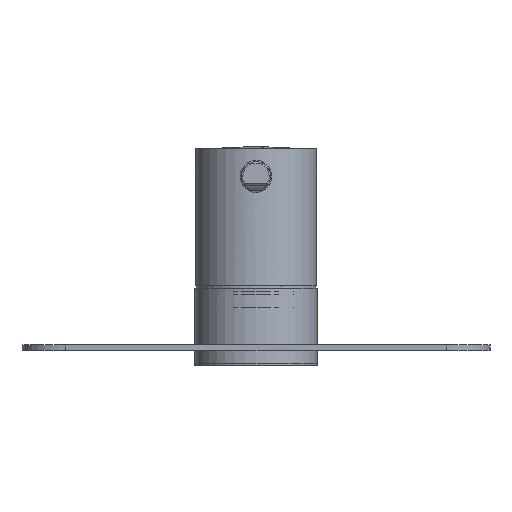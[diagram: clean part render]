
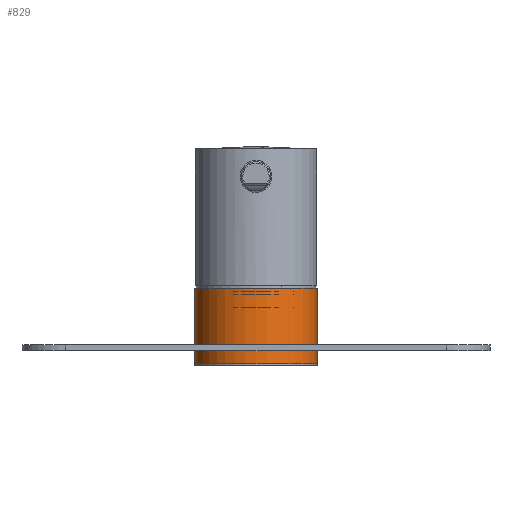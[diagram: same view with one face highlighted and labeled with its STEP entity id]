
A CAD part, front view. The second image highlights one B-rep face of the part: STEP entity #829.
In plain terms, the highlighted cylindrical face has radius 21 mm (diameter 42 mm), a partial arc.
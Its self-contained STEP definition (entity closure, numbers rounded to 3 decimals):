
#315 = CARTESIAN_POINT ( 'NONE',  ( -21., 0., -369.857 ) ) ;
#663 = DIRECTION ( 'NONE',  ( 1., 0., 0. ) ) ;
#829 = ADVANCED_FACE ( 'NONE', ( #22476 ), #24574, .T. ) ;
#1336 = DIRECTION ( 'NONE',  ( 0., 0., -1. ) ) ;
#1847 = VERTEX_POINT ( 'NONE', #3742 ) ;
#2267 = AXIS2_PLACEMENT_3D ( 'NONE', #23246, #17828, #663 ) ;
#2456 = VERTEX_POINT ( 'NONE', #10809 ) ;
#3238 = CARTESIAN_POINT ( 'NONE',  ( 0., 0., -23.799 ) ) ;
#3422 = DIRECTION ( 'NONE',  ( 0., 0., -1. ) ) ;
#3742 = CARTESIAN_POINT ( 'NONE',  ( 21., 0., 2.001 ) ) ;
#4111 = EDGE_LOOP ( 'NONE', ( #10496, #14989, #12004, #18245 ) ) ;
#4161 = EDGE_CURVE ( 'NONE', #2456, #12748, #19367, .T. ) ;
#4451 = DIRECTION ( 'NONE',  ( 0., 0., -1. ) ) ;
#4668 = CIRCLE ( 'NONE', #2267, 21. ) ;
#5509 = CIRCLE ( 'NONE', #5902, 21. ) ;
#5902 = AXIS2_PLACEMENT_3D ( 'NONE', #3238, #1336, #9118 ) ;
#5926 = VECTOR ( 'NONE', #11160, 1000. ) ;
#7489 = EDGE_CURVE ( 'NONE', #8951, #12748, #5509, .T. ) ;
#8951 = VERTEX_POINT ( 'NONE', #9254 ) ;
#9118 = DIRECTION ( 'NONE',  ( 1., 0., 0. ) ) ;
#9254 = CARTESIAN_POINT ( 'NONE',  ( 21., 0., -23.799 ) ) ;
#10496 = ORIENTED_EDGE ( 'NONE', *, *, #13503, .T. ) ;
#10809 = CARTESIAN_POINT ( 'NONE',  ( -21., 0., 2.001 ) ) ;
#11064 = DIRECTION ( 'NONE',  ( 1., 0., 0. ) ) ;
#11160 = DIRECTION ( 'NONE',  ( 0., 0., -1. ) ) ;
#12004 = ORIENTED_EDGE ( 'NONE', *, *, #7489, .F. ) ;
#12748 = VERTEX_POINT ( 'NONE', #17384 ) ;
#13503 = EDGE_CURVE ( 'NONE', #1847, #2456, #4668, .T. ) ;
#14989 = ORIENTED_EDGE ( 'NONE', *, *, #4161, .T. ) ;
#16536 = LINE ( 'NONE', #22318, #5926 ) ;
#17384 = CARTESIAN_POINT ( 'NONE',  ( -21., 0., -23.799 ) ) ;
#17623 = AXIS2_PLACEMENT_3D ( 'NONE', #20589, #3422, #11064 ) ;
#17828 = DIRECTION ( 'NONE',  ( 0., 0., -1. ) ) ;
#18245 = ORIENTED_EDGE ( 'NONE', *, *, #22563, .F. ) ;
#19367 = LINE ( 'NONE', #315, #22132 ) ;
#20589 = CARTESIAN_POINT ( 'NONE',  ( 0., 0., -369.857 ) ) ;
#22132 = VECTOR ( 'NONE', #4451, 1000. ) ;
#22318 = CARTESIAN_POINT ( 'NONE',  ( 21., 0., -369.857 ) ) ;
#22476 = FACE_OUTER_BOUND ( 'NONE', #4111, .T. ) ;
#22563 = EDGE_CURVE ( 'NONE', #1847, #8951, #16536, .T. ) ;
#23246 = CARTESIAN_POINT ( 'NONE',  ( 0., 0., 2.001 ) ) ;
#24574 = CYLINDRICAL_SURFACE ( 'NONE', #17623, 21. ) ;
